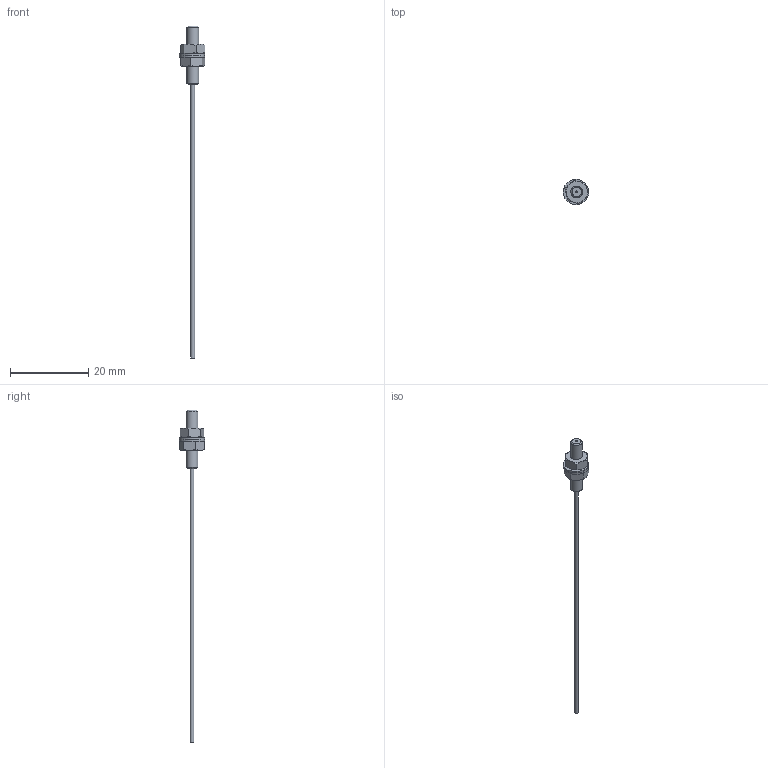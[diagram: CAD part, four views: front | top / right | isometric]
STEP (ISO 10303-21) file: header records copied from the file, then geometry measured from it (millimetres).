
FILE_DESCRIPTION(/* description */ (''),/* implementation_level */ '2;1');
FILE_NAME(/* name */ 'GPF-T005.stp',/* time_stamp */ '2018-12-17T10:35:02+09:00',/* author */ ('user'),/* organization */ (''),/* preprocessor_version */ 'ST-DEVELOPER v17',/* originating_system */ 'Autodesk Inventor 2018',/* authorisation */ '');
FILE_SCHEMA (('AUTOMOTIVE_DESIGN { 1 0 10303 214 3 1 1 }'));
Length unit declared in the file: millimetre
Products named in the file (4): GPF-T005; GPF-D011; M3_NUT; M3_WASHER
Assembly tree (5 placements, depth 2):
  GPF-T005
    GPF-D011
    M3_NUT  x2
    M3_WASHER  x2
Bounding box: 6.53 x 6.5 x 85 mm (x, y, z)
Volume: 274.6 mm3; surface area: 711.1 mm2
Topology: 5 solids, 5 shells, 39 faces, 82 edges, 54 vertices
Faces by surface type: plane 23, cylinder 9, cone 6, sphere 1
Full cylindrical faces by diameter (mm): 0.5 x1, 1 x1, 3 x5, 6.5 x2
Entity records: 807 total; most frequent: CARTESIAN_POINT 137, DIRECTION 122, ORIENTED_EDGE 96, AXIS2_PLACEMENT_3D 53, EDGE_CURVE 48, VERTEX_POINT 32, EDGE_LOOP 30, FACE_OUTER_BOUND 24
